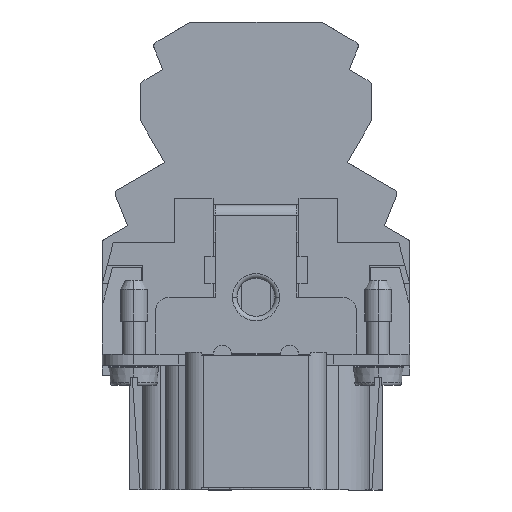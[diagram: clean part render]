
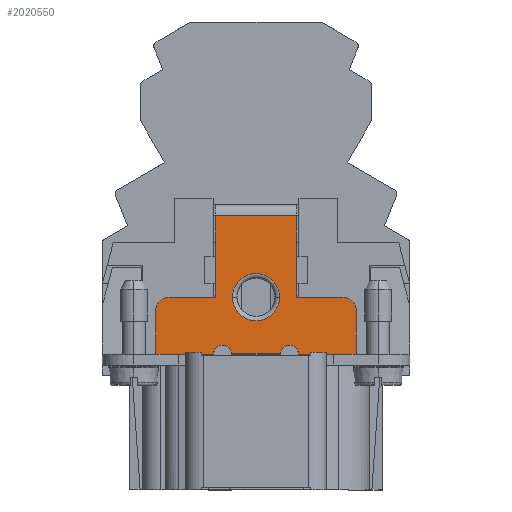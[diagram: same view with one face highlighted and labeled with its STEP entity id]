
A CAD part, left-side view. The second image highlights one B-rep face of the part: STEP entity #2020550.
In plain terms, the highlighted planar face has unit normal (-1, 0, 0).
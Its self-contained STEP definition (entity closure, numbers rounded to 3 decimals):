
#2004030=CARTESIAN_POINT('',(-4.462,34.399,-23.));
#2004040=VERTEX_POINT('',#2004030);
#2004190=CARTESIAN_POINT('',(-4.462,39.499,-23.));
#2004200=VERTEX_POINT('',#2004190);
#2004230=CARTESIAN_POINT('',(-4.462,0.,-23.));
#2004240=DIRECTION('',(0.,1.,0.));
#2004250=VECTOR('',#2004240,1.);
#2004260=LINE('',#2004230,#2004250);
#2004270=EDGE_CURVE('',#2004040,#2004200,#2004260,.T.);
#2008480=CARTESIAN_POINT('',(-4.462,39.299,-16.7));
#2008490=VERTEX_POINT('',#2008480);
#2008520=CARTESIAN_POINT('',(-4.462,40.299,-16.7));
#2008530=DIRECTION('',(-1.,0.,0.));
#2008540=DIRECTION('',(0.,1.,0.));
#2008550=AXIS2_PLACEMENT_3D('',#2008520,#2008530,#2008540);
#2008560=CIRCLE('',#2008550,1.);
#2008570=CARTESIAN_POINT('',(-4.462,41.298,
-16.754));
#2008580=VERTEX_POINT('',#2008570);
#2008590=EDGE_CURVE('',#2008580,#2008490,#2008560,.T.);
#2009750=CARTESIAN_POINT('',(-4.462,48.499,-23.));
#2009760=VERTEX_POINT('',#2009750);
#2009790=CARTESIAN_POINT('',(-4.462,48.499,0.));
#2009800=DIRECTION('',(0.,0.,1.));
#2009810=VECTOR('',#2009800,1.);
#2009820=LINE('',#2009790,#2009810);
#2009830=CARTESIAN_POINT('',(-4.462,48.499,-24.5));
#2009840=VERTEX_POINT('',#2009830);
#2009850=EDGE_CURVE('',#2009840,#2009760,#2009820,.T.);
#2010200=CARTESIAN_POINT('',(-4.462,48.499,0.));
#2010210=DIRECTION('',(0.,0.,-1.));
#2010220=VECTOR('',#2010210,1.);
#2010230=LINE('',#2010200,#2010220);
#2010240=CARTESIAN_POINT('',(-4.462,48.499,-27.5));
#2010250=VERTEX_POINT('',#2010240);
#2010260=EDGE_CURVE('',#2009840,#2010250,#2010230,.T.);
#2011250=CARTESIAN_POINT('',(-4.462,39.499,0.));
#2011260=DIRECTION('',(0.,0.,-1.));
#2011270=VECTOR('',#2011260,1.);
#2011280=LINE('',#2011250,#2011270);
#2011290=CARTESIAN_POINT('',(-4.462,39.499,-24.5));
#2011300=VERTEX_POINT('',#2011290);
#2011310=EDGE_CURVE('',#2004200,#2011300,#2011280,.T.);
#2012170=CARTESIAN_POINT('',(-4.462,39.499,-27.5));
#2012180=VERTEX_POINT('',#2012170);
#2012210=CARTESIAN_POINT('',(-4.462,39.499,0.));
#2012220=DIRECTION('',(0.,0.,-1.));
#2012230=VECTOR('',#2012220,1.);
#2012240=LINE('',#2012210,#2012230);
#2012250=EDGE_CURVE('',#2011300,#2012180,#2012240,.T.);
#2012420=CARTESIAN_POINT('',(-4.462,47.699,-16.7));
#2012430=DIRECTION('',(-1.,0.,0.));
#2012440=DIRECTION('',(0.,1.,0.));
#2012450=AXIS2_PLACEMENT_3D('',#2012420,#2012430,#2012440);
#2012460=CIRCLE('',#2012450,1.);
#2012470=CARTESIAN_POINT('',(-4.462,48.699,-16.7));
#2012480=VERTEX_POINT('',#2012470);
#2012490=CARTESIAN_POINT('',(-4.462,46.701,
-16.754));
#2012500=VERTEX_POINT('',#2012490);
#2012510=EDGE_CURVE('',#2012480,#2012500,#2012460,.T.);
#2014080=CARTESIAN_POINT('',(-4.462,48.499,-32.));
#2014090=VERTEX_POINT('',#2014080);
#2014120=CARTESIAN_POINT('',(-4.462,0.,-32.));
#2014130=DIRECTION('',(0.,1.,0.));
#2014140=VECTOR('',#2014130,1.);
#2014150=LINE('',#2014120,#2014140);
#2014160=CARTESIAN_POINT('',(-4.462,39.499,-32.));
#2014170=VERTEX_POINT('',#2014160);
#2014180=EDGE_CURVE('',#2014170,#2014090,#2014150,.T.);
#2017180=EDGE_CURVE('',#2012180,#2014170,#2011280,.T.);
#2017400=EDGE_CURVE('',#2014090,#2010250,#2009820,.T.);
#2019630=CARTESIAN_POINT('',(-4.462,44.547,
-18.566));
#2019640=DIRECTION('',(-1.,0.,0.))
;
#2019650=DIRECTION('',(0.,1.,0.));
#2019660=AXIS2_PLACEMENT_3D('',#2019630,#2019640,#2019650);
#2019670=PLANE('',#2019660);
#2019680=CARTESIAN_POINT('',(-4.462,43.999,-23.));
#2019690=DIRECTION('',(-1.,0.,0.));
#2019700=DIRECTION('',(0.,1.,0.));
#2019710=AXIS2_PLACEMENT_3D('',#2019680,#2019690,#2019700);
#2019720=CIRCLE('',#2019710,2.6);
#2019730=CARTESIAN_POINT('',(-4.462,46.599,-23.));
#2019740=VERTEX_POINT('',#2019730);
#2019750=CARTESIAN_POINT('',(-4.462,41.399,-23.));
#2019760=VERTEX_POINT('',#2019750);
#2019770=EDGE_CURVE('',#2019740,#2019760,#2019720,.T.);
#2019780=ORIENTED_EDGE('',*,*,#2019770,.F.);
#2019790=EDGE_CURVE('',#2019760,#2019740,#2019720,.T.);
#2019800=ORIENTED_EDGE('',*,*,#2019790,.F.);
#2019810=EDGE_LOOP('',(#2019800,#2019780));
#2019820=FACE_BOUND('',#2019810,.T.);
#2019830=CARTESIAN_POINT('',(-4.462,34.399,-21.5));
#2019840=DIRECTION('',(1.,0.,0.));
#2019850=DIRECTION('',(0.,-1.,0.));
#2019860=AXIS2_PLACEMENT_3D('',#2019830,#2019840,#2019850);
#2019870=CIRCLE('',#2019860,1.5);
#2019880=CARTESIAN_POINT('',(-4.462,32.899,-21.5));
#2019890=VERTEX_POINT('',#2019880);
#2019900=EDGE_CURVE('',#2019890,#2004040,#2019870,.T.);
#2019910=ORIENTED_EDGE('',*,*,#2019900,.F.);
#2019920=ORIENTED_EDGE('',*,*,#2004270,.F.);
#2019930=ORIENTED_EDGE('',*,*,#2011310,.F.);
#2019940=ORIENTED_EDGE('',*,*,#2012250,.F.);
#2019950=ORIENTED_EDGE('',*,*,#2017180,.F.);
#2019960=ORIENTED_EDGE('',*,*,#2014180,.F.);
#2019970=ORIENTED_EDGE('',*,*,#2017400,.F.);
#2019980=ORIENTED_EDGE('',*,*,#2010260,.T.);
#2019990=ORIENTED_EDGE('',*,*,#2009850,.F.);
#2020000=CARTESIAN_POINT('',(-4.462,0.,-23.));
#2020010=DIRECTION('',(0.,1.,0.));
#2020020=VECTOR('',#2020010,1.);
#2020030=LINE('',#2020000,#2020020);
#2020040=CARTESIAN_POINT('',(-4.462,53.599,-23.));
#2020050=VERTEX_POINT('',#2020040);
#2020060=EDGE_CURVE('',#2009760,#2020050,#2020030,.T.);
#2020070=ORIENTED_EDGE('',*,*,#2020060,.F.);
#2020080=CARTESIAN_POINT('',(-4.462,53.599,-21.5));
#2020090=DIRECTION('',(1.,0.,0.));
#2020100=DIRECTION('',(0.,-1.,0.));
#2020110=AXIS2_PLACEMENT_3D('',#2020080,#2020090,#2020100);
#2020120=CIRCLE('',#2020110,1.5);
#2020130=CARTESIAN_POINT('',(-4.462,55.099,-21.5));
#2020140=VERTEX_POINT('',#2020130);
#2020150=EDGE_CURVE('',#2020050,#2020140,#2020120,.T.);
#2020160=ORIENTED_EDGE('',*,*,#2020150,.F.);
#2020170=CARTESIAN_POINT('',(-4.462,55.099,0.));
#2020180=DIRECTION('',(0.,0.,1.));
#2020190=VECTOR('',#2020180,1.);
#2020200=LINE('',#2020170,#2020190);
#2020210=CARTESIAN_POINT('',(-4.462,55.099,-16.7));
#2020220=VERTEX_POINT('',#2020210);
#2020230=EDGE_CURVE('',#2020140,#2020220,#2020200,.T.);
#2020240=ORIENTED_EDGE('',*,*,#2020230,.F.);
#2020250=CARTESIAN_POINT('',(-4.462,0.,-16.7));
#2020260=DIRECTION('',(0.,-1.,0.));
#2020270=VECTOR('',#2020260,1.);
#2020280=LINE('',#2020250,#2020270);
#2020290=EDGE_CURVE('',#2020220,#2012480,#2020280,.T.);
#2020300=ORIENTED_EDGE('',*,*,#2020290,.F.);
#2020310=ORIENTED_EDGE('',*,*,#2012510,.F.);
#2020320=CARTESIAN_POINT('',(-4.462,0.,-16.754));
#2020330=DIRECTION('',(0.,1.,0.));
#2020340=VECTOR('',#2020330,1.);
#2020350=LINE('',#2020320,#2020340);
#2020360=EDGE_CURVE('',#2008580,#2012500,#2020350,.T.);
#2020370=ORIENTED_EDGE('',*,*,#2020360,.T.);
#2020380=ORIENTED_EDGE('',*,*,#2008590,.F.);
#2020390=CARTESIAN_POINT('',(-4.462,0.,-16.7));
#2020400=DIRECTION('',(0.,-1.,0.));
#2020410=VECTOR('',#2020400,1.);
#2020420=LINE('',#2020390,#2020410);
#2020430=CARTESIAN_POINT('',(-4.462,32.899,-16.7));
#2020440=VERTEX_POINT('',#2020430);
#2020450=EDGE_CURVE('',#2008490,#2020440,#2020420,.T.);
#2020460=ORIENTED_EDGE('',*,*,#2020450,.F.);
#2020470=CARTESIAN_POINT('',(-4.462,32.899,0.));
#2020480=DIRECTION('',(0.,0.,-1.));
#2020490=VECTOR('',#2020480,1.);
#2020500=LINE('',#2020470,#2020490);
#2020510=EDGE_CURVE('',#2020440,#2019890,#2020500,.T.);
#2020520=ORIENTED_EDGE('',*,*,#2020510,.F.);
#2020530=EDGE_LOOP('',(#2020520,#2020460,#2020380,#2020370,#2020310,
#2020300,#2020240,#2020160,#2020070,#2019990,#2019980,#2019970,#2019960,
#2019950,#2019940,#2019930,#2019920,#2019910));
#2020540=FACE_OUTER_BOUND('',#2020530,.T.);
#2020550=ADVANCED_FACE('F567',(#2019820,#2020540),#2019670,.T.);
